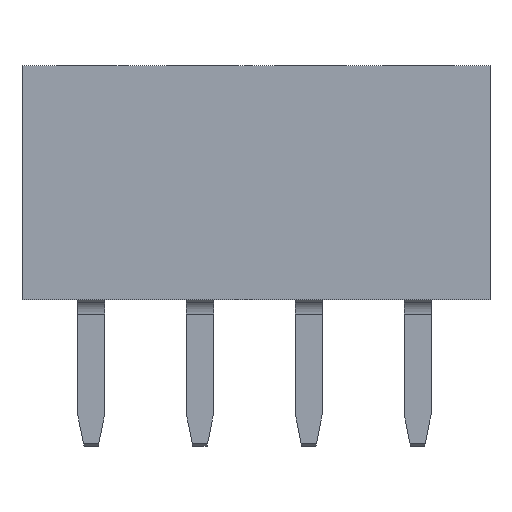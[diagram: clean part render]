
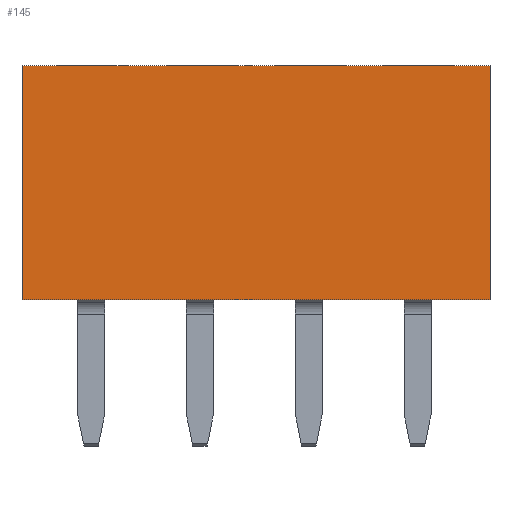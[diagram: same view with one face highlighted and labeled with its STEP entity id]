
A CAD part, front view. The second image highlights one B-rep face of the part: STEP entity #145.
In plain terms, the highlighted planar face has unit normal (0, -1, 0).
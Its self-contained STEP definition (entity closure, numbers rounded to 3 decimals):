
#145=ADVANCED_FACE('',(#1125),#1126,.F.);
#1125=FACE_OUTER_BOUND('',#3062,.T.);
#1126=PLANE('',#3063);
#3062=EDGE_LOOP('',(#5513,#5514,#5515,#5516));
#3063=AXIS2_PLACEMENT_3D('',#5517,#5518,#5519);
#5513=ORIENTED_EDGE('',*,*,#13341,.F.);
#5514=ORIENTED_EDGE('',*,*,#13351,.F.);
#5515=ORIENTED_EDGE('',*,*,#13346,.F.);
#5516=ORIENTED_EDGE('',*,*,#13278,.F.);
#5517=CARTESIAN_POINT('',(0.0,-2.0,0.0));
#5518=DIRECTION('',(-0.0,1.0,0.0));
#5519=DIRECTION('',(1.0,0.0,0.0));
#13278=EDGE_CURVE('',#15845,#15847,#15848,.T.);
#13341=EDGE_CURVE('',#15969,#15845,#15971,.T.);
#13346=EDGE_CURVE('',#15847,#15977,#15978,.T.);
#13351=EDGE_CURVE('',#15977,#15969,#15985,.T.);
#15845=VERTEX_POINT('',#20008);
#15847=VERTEX_POINT('',#20011);
#15848=LINE('',#20012,#20013);
#15969=VERTEX_POINT('',#20195);
#15971=LINE('',#20198,#20199);
#15977=VERTEX_POINT('',#20209);
#15978=LINE('',#20210,#20211);
#15985=LINE('',#20222,#20223);
#20008=CARTESIAN_POINT('',(-4.3,-2.0,2.15));
#20011=CARTESIAN_POINT('',(4.3,-2.0,2.15));
#20012=CARTESIAN_POINT('',(-4.3,-2.0,2.15));
#20013=VECTOR('',#26182,1000.0);
#20195=CARTESIAN_POINT('',(-4.3,-2.0,-2.15));
#20198=CARTESIAN_POINT('',(-4.3,-2.0,-2.15));
#20199=VECTOR('',#26245,1000.0);
#20209=CARTESIAN_POINT('',(4.3,-2.0,-2.15));
#20210=CARTESIAN_POINT('',(4.3,-2.0,2.15));
#20211=VECTOR('',#26250,1000.0);
#20222=CARTESIAN_POINT('',(4.3,-2.0,-2.15));
#20223=VECTOR('',#26255,1000.0);
#26182=DIRECTION('',(1.0,0.0,0.0));
#26245=DIRECTION('',(0.0,0.0,1.0));
#26250=DIRECTION('',(0.0,0.0,-1.0));
#26255=DIRECTION('',(-1.0,0.0,0.0));
